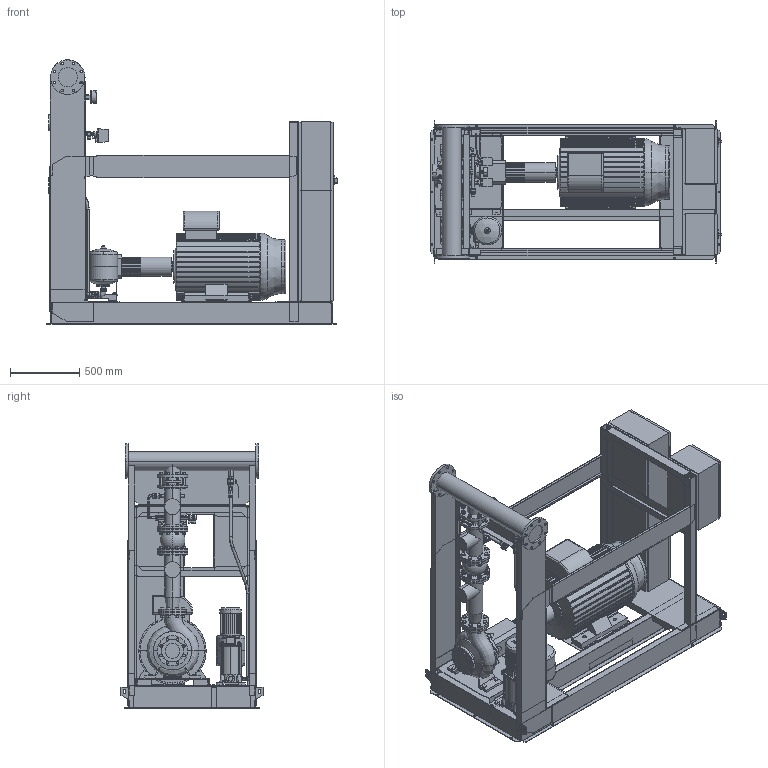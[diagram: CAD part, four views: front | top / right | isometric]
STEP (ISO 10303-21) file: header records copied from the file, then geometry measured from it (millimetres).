
FILE_DESCRIPTION((''),'2;1');
FILE_NAME('3d_Sifire-EN-80_250-235-55_1.1EJ-4183761.stp','2015-05-25T14:59:38',(''),(''),'Mechanical Desktop 2009','Mechanical Desktop 2009',', , ');
FILE_SCHEMA(('CONFIG_CONTROL_DESIGN'));
Length unit declared in the file: millimetre
Products named in the file (1): Product
Bounding box: 2105.5 x 1026 x 1910 mm (x, y, z)
Volume: 430694171.8 mm3; surface area: 27256366.9 mm2
Topology: 185 solids, 185 shells, 4351 faces, 10551 edges, 6660 vertices
Faces by surface type: plane 1609, bspline 1239, cylinder 907, cone 464, torus 102, sphere 30
Full cylindrical faces by diameter (mm): 277 x1
Entity records: 139664 total; most frequent: CARTESIAN_POINT 43548, ORIENTED_EDGE 21050, DIRECTION 18415, EDGE_CURVE 10525, VERTEX_POINT 6659, AXIS2_PLACEMENT_3D 6452, VECTOR 5511, LINE 5511
